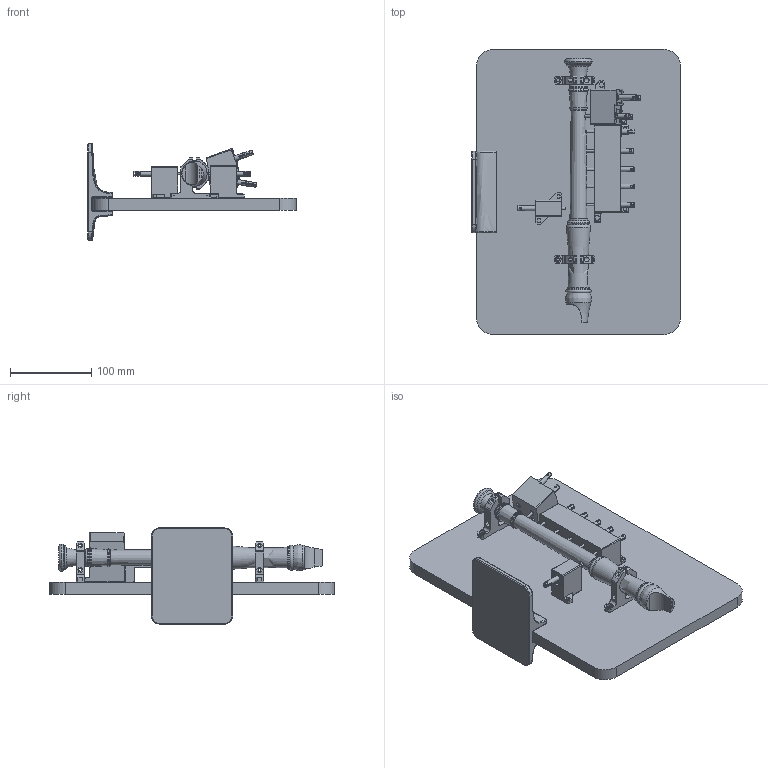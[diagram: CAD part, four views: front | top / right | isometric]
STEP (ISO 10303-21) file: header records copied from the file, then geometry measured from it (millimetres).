
FILE_DESCRIPTION(/* description */ (''),/* implementation_level */ '2;1');
FILE_NAME(/* name */ 'Fingering Module Assembly.step',/* time_stamp */ '2022-07-28T12:36:00+01:00',/* author */ (''),/* organization */ (''),/* preprocessor_version */ 'ST-DEVELOPER v19',/* originating_system */ 'Autodesk Translation Framework v11.7.0.108',/* authorisation */ '');
FILE_SCHEMA (('AUTOMOTIVE_DESIGN { 1 0 10303 214 3 1 1 }'));
Length unit declared in the file: millimetre
Products named in the file (29): Assembly_verB; base_frame; Recorder Model; Mouthpiece; Middle bit; End; Holder_lower; recorder_clamp_bottom v10 (1); Holder_upper; recorder_clamp_bottom v10 (1) (1); Thumb; solenoid; thumb box; double holes; solenoid_1; solenoid_2; box; solenoid_3; solenoid_4; single holes; solenoid_5; solenoid_6; solenoid_7; solenoid_8; solenoid_9; body; plunger; box (1); Stand
Assembly tree (46 placements, depth 4):
  Assembly_verB
    base_frame
    Recorder Model
      Mouthpiece
      Middle bit
      End
    Holder_lower
      recorder_clamp_bottom v10 (1)
    Holder_upper
      recorder_clamp_bottom v10 (1) (1)
    Thumb
      solenoid
        body
        plunger
      thumb box
    double holes
      solenoid_1
        body
        plunger
      solenoid_2
        body
        plunger
      box
      solenoid_3
        body
        plunger
      solenoid_4
        body
        plunger
    single holes
      solenoid_5
        body
        plunger
      solenoid_6
        body
        plunger
      solenoid_7
        body
        plunger
      solenoid_8
        body
        plunger
      solenoid_9
        body
        plunger
      box (1)
    Stand
Bounding box: 256 x 350 x 118 mm (x, y, z)
Volume: 1740636.6 mm3; surface area: 379269 mm2
Topology: 45 solids, 45 shells, 1209 faces, 2958 edges, 1877 vertices
Faces by surface type: plane 590, cylinder 422, bspline 80, torus 75, sphere 38, cone 4
Full cylindrical faces by diameter (mm): 2.4 x20, 2.75 x9, 2.9 x12, 3.5 x19, 4 x6, 4.6 x1, 4.7 x1, 5.4 x1, 5.6 x1, 5.9 x12, 6 x31, 7.5 x4, 18.4 x1, 19.5 x1, 20.5 x2, 20.85 x1, 21.85 x1, 22.8 x2, 23 x1, 23.8 x1, 26.5 x1, 28 x1
Entity records: 26907 total; most frequent: CARTESIAN_POINT 9979, DIRECTION 3488, ORIENTED_EDGE 3268, EDGE_CURVE 1634, AXIS2_PLACEMENT_3D 1233, VERTEX_POINT 1058, LINE 1022, VECTOR 1022
